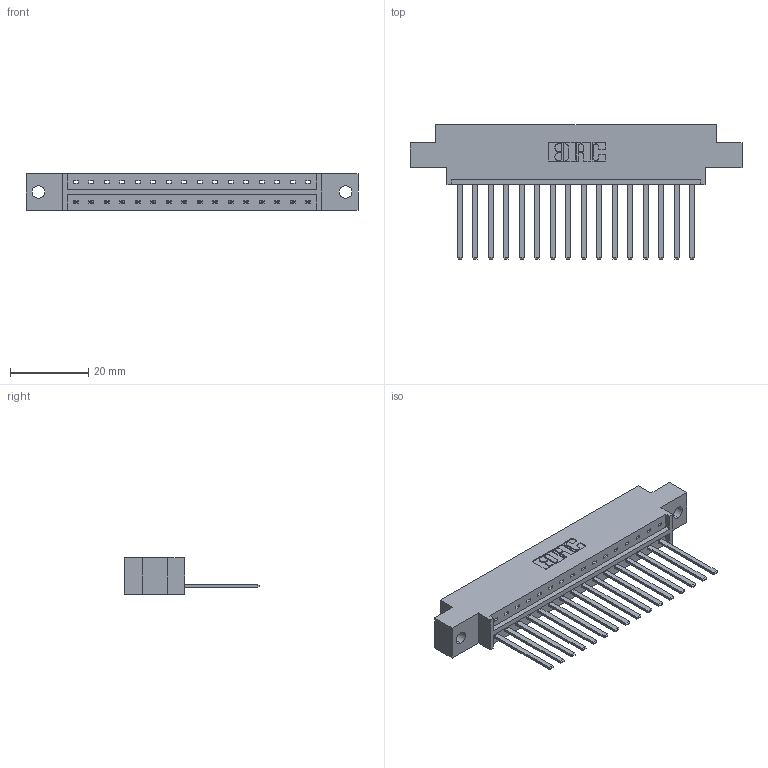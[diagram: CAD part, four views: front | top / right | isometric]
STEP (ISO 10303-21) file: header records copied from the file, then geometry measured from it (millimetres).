
FILE_DESCRIPTION (( 'STEP AP203' ), '1' );
FILE_NAME ('333-016-544-602.STEP', '2018-08-01T12:08:05', ( '' ), ( '' ), 'SwSTEP 2.0', 'SolidWorks 2016', '' );
FILE_SCHEMA (( 'CONFIG_CONTROL_DESIGN' ));
Length unit declared in the file: inch
Products named in the file (3): 333 Part_Offset - .128 Dia; 345-292-001_345-293-144; 333-016-544-602
Assembly tree (17 placements, depth 2):
  333-016-544-602
    333 Part_Offset - .128 Dia
    345-292-001_345-293-144  x16
Bounding box: 84.94 x 34.3 x 9.4 mm (x, y, z)
Volume: 8244.3 mm3; surface area: 9278.3 mm2
Topology: 17 solids, 17 shells, 950 faces, 2851 edges, 1878 vertices
Faces by surface type: plane 682, cylinder 268
Entity records: 13095 total; most frequent: CARTESIAN_POINT 2270, ORIENTED_EDGE 2222, DIRECTION 1963, EDGE_CURVE 1111, VECTOR 987, LINE 987, VERTEX_POINT 738, AXIS2_PLACEMENT_3D 488
